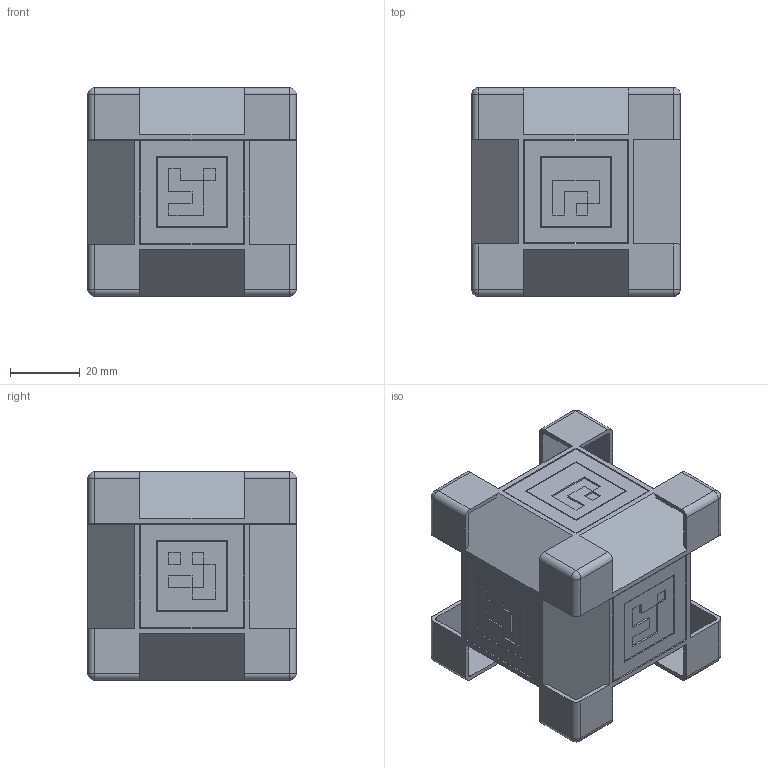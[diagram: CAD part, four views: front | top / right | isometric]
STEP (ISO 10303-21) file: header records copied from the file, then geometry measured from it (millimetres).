
FILE_DESCRIPTION(/* description */ (''),/* implementation_level */ '2;1');
FILE_NAME(/* name */ 'cube.step',/* time_stamp */ '2021-08-12T22:02:08+08:00',/* author */ (''),/* organization */ (''),/* preprocessor_version */ 'ST-DEVELOPER v18.1',/* originating_system */ 'Autodesk Translation Framework v10.9.0.1377',/* authorisation */ '');
FILE_SCHEMA (('AUTOMOTIVE_DESIGN { 1 0 10303 214 3 1 1 }'));
Length unit declared in the file: millimetre
Products named in the file (1): cube_small
Bounding box: 60 x 60 x 60 mm (x, y, z)
Volume: 32050 mm3; surface area: 55793.8 mm2
Topology: 14 solids, 14 shells, 449 faces, 1232 edges, 776 vertices
Faces by surface type: plane 353, cylinder 72, sphere 24
Entity records: 14076 total; most frequent: ORIENTED_EDGE 2464, CARTESIAN_POINT 2458, DIRECTION 2276, EDGE_CURVE 1232, LINE 1088, VECTOR 1088, VERTEX_POINT 776, AXIS2_PLACEMENT_3D 594
